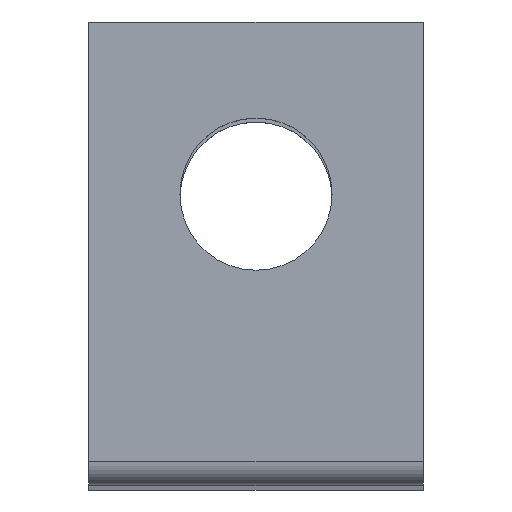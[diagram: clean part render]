
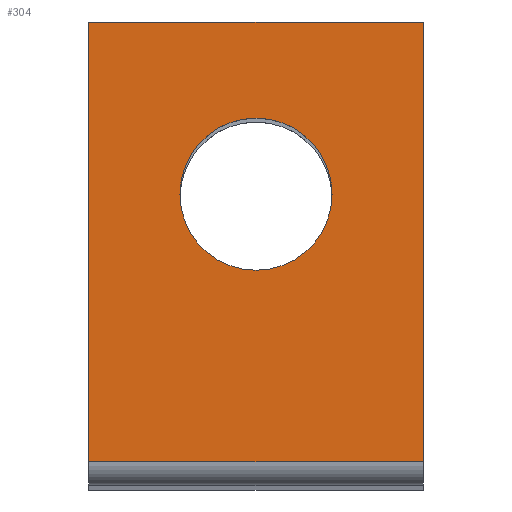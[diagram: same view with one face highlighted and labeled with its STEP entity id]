
A CAD part, top view. The second image highlights one B-rep face of the part: STEP entity #304.
In plain terms, the highlighted planar face has unit normal (0, 0, 1).
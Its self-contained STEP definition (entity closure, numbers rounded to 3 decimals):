
#20=FACE_BOUND('',#54,.T.);
#24=PLANE('',#340);
#36=FACE_OUTER_BOUND('',#53,.T.);
#53=EDGE_LOOP('',(#224,#225,#226,#227));
#54=EDGE_LOOP('',(#228));
#74=LINE('',#477,#104);
#76=LINE('',#483,#106);
#77=LINE('',#485,#107);
#78=LINE('',#486,#108);
#104=VECTOR('',#384,10.);
#106=VECTOR('',#390,10.);
#107=VECTOR('',#391,10.);
#108=VECTOR('',#392,10.);
#134=CIRCLE('',#341,1.59);
#149=VERTEX_POINT('',#474);
#150=VERTEX_POINT('',#476);
#152=VERTEX_POINT('',#482);
#153=VERTEX_POINT('',#484);
#154=VERTEX_POINT('',#487);
#178=EDGE_CURVE('',#149,#150,#74,.T.);
#181=EDGE_CURVE('',#149,#152,#76,.T.);
#182=EDGE_CURVE('',#152,#153,#77,.T.);
#183=EDGE_CURVE('',#153,#150,#78,.T.);
#184=EDGE_CURVE('',#154,#154,#134,.T.);
#224=ORIENTED_EDGE('',*,*,#178,.F.);
#225=ORIENTED_EDGE('',*,*,#181,.T.);
#226=ORIENTED_EDGE('',*,*,#182,.T.);
#227=ORIENTED_EDGE('',*,*,#183,.T.);
#228=ORIENTED_EDGE('',*,*,#184,.T.);
#304=ADVANCED_FACE('',(#36,#20),#24,.T.);
#340=AXIS2_PLACEMENT_3D('',#481,#388,#389);
#341=AXIS2_PLACEMENT_3D('',#488,#393,#394);
#384=DIRECTION('',(-1.,0.,0.));
#388=DIRECTION('center_axis',(0.,0.,1.));
#389=DIRECTION('ref_axis',(1.,0.,0.));
#390=DIRECTION('',(0.,1.,0.));
#391=DIRECTION('',(-1.,0.,0.));
#392=DIRECTION('',(0.,-1.,0.));
#393=DIRECTION('center_axis',(0.,0.,-1.));
#394=DIRECTION('ref_axis',(1.,0.,0.));
#474=CARTESIAN_POINT('',(3.5,-4.85,1.));
#476=CARTESIAN_POINT('',(-3.5,-4.85,1.));
#477=CARTESIAN_POINT('',(1.75,-4.85,1.));
#481=CARTESIAN_POINT('Origin',(0.,0.,1.));
#482=CARTESIAN_POINT('',(3.5,4.35,1.));
#483=CARTESIAN_POINT('',(3.5,-5.35,1.));
#484=CARTESIAN_POINT('',(-3.5,4.35,1.));
#485=CARTESIAN_POINT('',(3.5,4.35,1.));
#486=CARTESIAN_POINT('',(-3.5,4.35,1.));
#487=CARTESIAN_POINT('',(-1.59,0.75,1.));
#488=CARTESIAN_POINT('Origin',(0.,0.75,1.));
